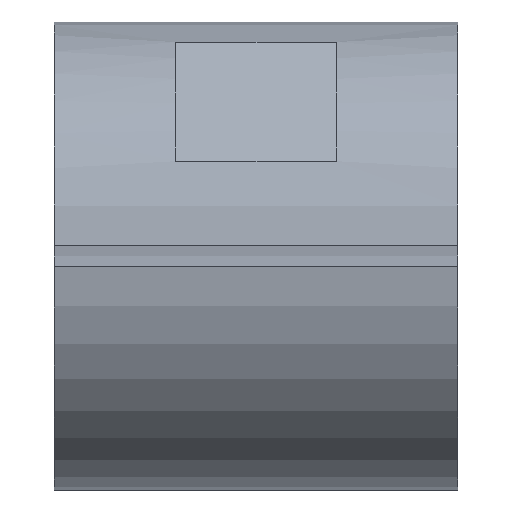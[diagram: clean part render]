
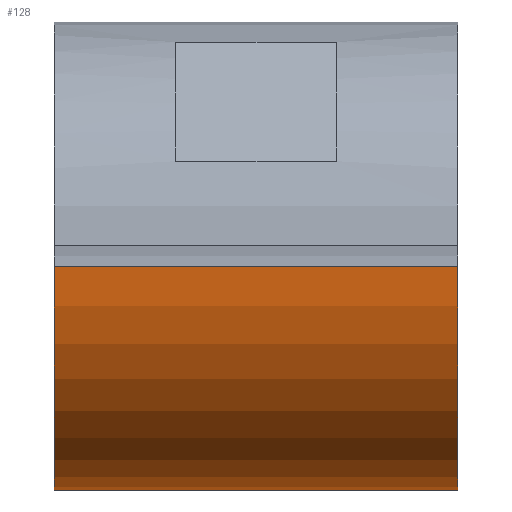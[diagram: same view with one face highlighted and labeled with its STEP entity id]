
A CAD part, left-side view. The second image highlights one B-rep face of the part: STEP entity #128.
In plain terms, the highlighted cylindrical face has radius 11.113 mm (diameter 22.225 mm), a partial arc.
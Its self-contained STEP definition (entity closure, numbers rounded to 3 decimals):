
#9 = DIRECTION ( 'NONE',  ( 0., 1., 0. ) ) ;
#14 = VERTEX_POINT ( 'NONE', #63 ) ;
#40 = VERTEX_POINT ( 'NONE', #255 ) ;
#58 = AXIS2_PLACEMENT_3D ( 'NONE', #93, #316, #200 ) ;
#62 = EDGE_CURVE ( 'NONE', #40, #240, #553, .T. ) ;
#63 = CARTESIAN_POINT ( 'NONE',  ( 0., 9.588, -11.112 ) ) ;
#76 = ORIENTED_EDGE ( 'NONE', *, *, #536, .T. ) ;
#77 = DIRECTION ( 'NONE',  ( 0., 1., 0. ) ) ;
#93 = CARTESIAN_POINT ( 'NONE',  ( 0., 9.588, 0. ) ) ;
#107 = ORIENTED_EDGE ( 'NONE', *, *, #396, .F. ) ;
#128 = ADVANCED_FACE ( 'NONE', ( #176 ), #249, .T. ) ;
#131 = ORIENTED_EDGE ( 'NONE', *, *, #62, .T. ) ;
#164 = DIRECTION ( 'NONE',  ( 0., 1., 0. ) ) ;
#165 = ORIENTED_EDGE ( 'NONE', *, *, #451, .F. ) ;
#176 = FACE_OUTER_BOUND ( 'NONE', #391, .T. ) ;
#200 = DIRECTION ( 'NONE',  ( 0., 0., 1. ) ) ;
#240 = VERTEX_POINT ( 'NONE', #298 ) ;
#249 = CYLINDRICAL_SURFACE ( 'NONE', #264, 11.112 ) ;
#255 = CARTESIAN_POINT ( 'NONE',  ( 0., -9.589, -11.112 ) ) ;
#264 = AXIS2_PLACEMENT_3D ( 'NONE', #427, #9, #456 ) ;
#279 = DIRECTION ( 'NONE',  ( 0., 0., 1. ) ) ;
#280 = DIRECTION ( 'NONE',  ( 0., 1., 0. ) ) ;
#283 = CARTESIAN_POINT ( 'NONE',  ( 0., -9.589, 0. ) ) ;
#298 = CARTESIAN_POINT ( 'NONE',  ( -11.101, -9.589, -0.508 ) ) ;
#305 = CARTESIAN_POINT ( 'NONE',  ( -11.101, 9.588, -0.508 ) ) ;
#316 = DIRECTION ( 'NONE',  ( 0., 1., 0. ) ) ;
#362 = CARTESIAN_POINT ( 'NONE',  ( 0., -9.589, -11.112 ) ) ;
#388 = AXIS2_PLACEMENT_3D ( 'NONE', #283, #280, #279 ) ;
#391 = EDGE_LOOP ( 'NONE', ( #165, #131, #76, #107 ) ) ;
#396 = EDGE_CURVE ( 'NONE', #14, #460, #416, .T. ) ;
#416 = CIRCLE ( 'NONE', #58, 11.112 ) ;
#427 = CARTESIAN_POINT ( 'NONE',  ( 0., -9.589, 0. ) ) ;
#438 = CARTESIAN_POINT ( 'NONE',  ( -11.101, -9.589, -0.508 ) ) ;
#451 = EDGE_CURVE ( 'NONE', #40, #14, #481, .T. ) ;
#456 = DIRECTION ( 'NONE',  ( 0., 0., 1. ) ) ;
#460 = VERTEX_POINT ( 'NONE', #305 ) ;
#481 = LINE ( 'NONE', #362, #617 ) ;
#536 = EDGE_CURVE ( 'NONE', #240, #460, #548, .T. ) ;
#541 = VECTOR ( 'NONE', #77, 1000. ) ;
#548 = LINE ( 'NONE', #438, #541 ) ;
#553 = CIRCLE ( 'NONE', #388, 11.112 ) ;
#617 = VECTOR ( 'NONE', #164, 1000. ) ;
